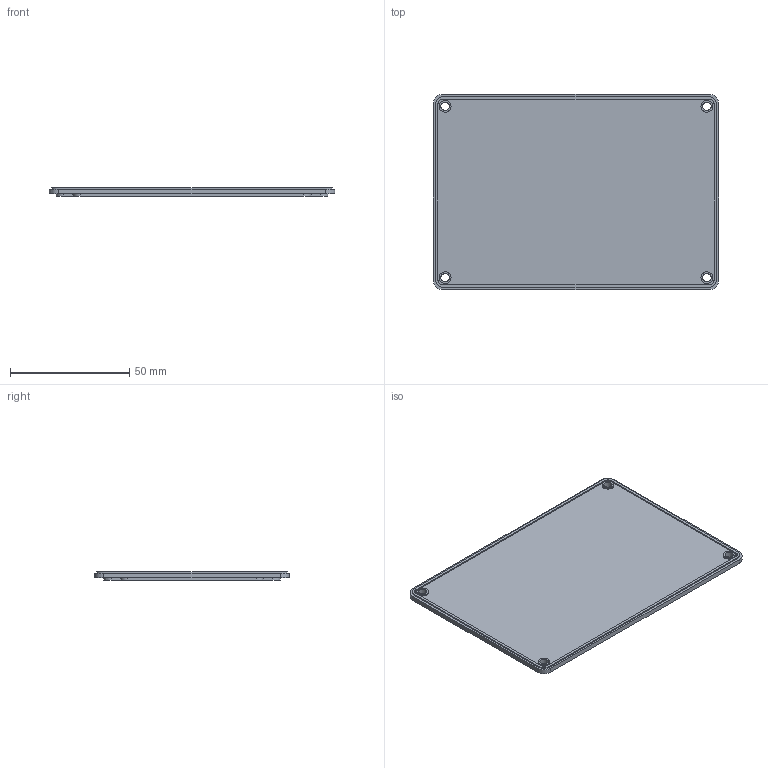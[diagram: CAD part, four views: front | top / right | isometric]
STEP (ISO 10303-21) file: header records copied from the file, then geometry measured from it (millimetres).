
FILE_DESCRIPTION(('FreeCAD Model'),'2;1');
FILE_NAME('Open CASCADE Shape Model','2024-07-08T23:40:00',('Author'),( ''),'Open CASCADE STEP processor 7.6','FreeCAD','Unknown');
FILE_SCHEMA(('AUTOMOTIVE_DESIGN { 1 0 10303 214 1 1 1 1 }'));
Length unit declared in the file: millimetre
Products named in the file (1): Cover
Bounding box: 120 x 82 x 3.5 mm (x, y, z)
Volume: 28014 mm3; surface area: 21264.6 mm2
Topology: 1 solids, 1 shells, 61 faces, 156 edges, 104 vertices
Faces by surface type: plane 33, cylinder 28
Full cylindrical faces by diameter (mm): 3.5 x4, 5 x4
Entity records: 1900 total; most frequent: DIRECTION 332, CARTESIAN_POINT 326, ORIENTED_EDGE 312, EDGE_CURVE 156, AXIS2_PLACEMENT_3D 118, VERTEX_POINT 104, LINE 96, VECTOR 96
